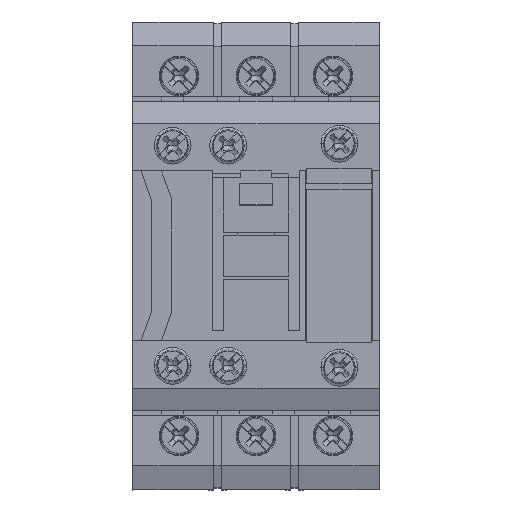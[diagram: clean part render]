
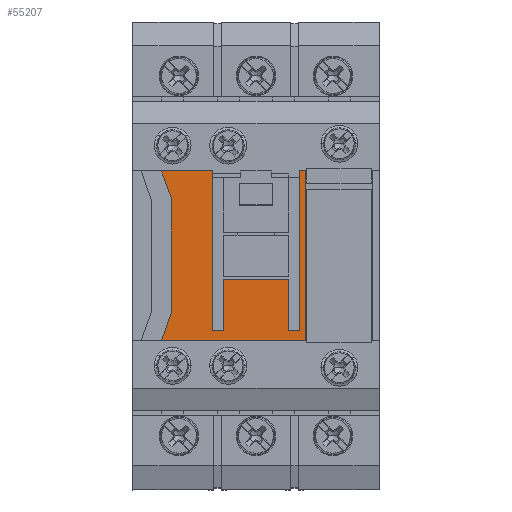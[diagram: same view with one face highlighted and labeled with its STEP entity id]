
A CAD part, top view. The second image highlights one B-rep face of the part: STEP entity #55207.
In plain terms, the highlighted planar face has unit normal (0, 0, 1).
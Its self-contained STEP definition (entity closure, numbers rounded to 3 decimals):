
#1255 = CARTESIAN_POINT ( 'NONE',  ( -16.288, -12.961, 93. ) ) ;
#2062 = CARTESIAN_POINT ( 'NONE',  ( -15.4, -10.522, 93. ) ) ;
#2068 = EDGE_CURVE ( 'NONE', #26534, #43529, #57316, .T. ) ;
#2503 = EDGE_CURVE ( 'NONE', #5096, #47982, #53812, .T. ) ;
#2644 = CARTESIAN_POINT ( 'NONE',  ( -4.113, 15.4, 93. ) ) ;
#2728 = VECTOR ( 'NONE', #30852, 1000. ) ;
#2799 = ORIENTED_EDGE ( 'NONE', *, *, #12168, .T. ) ;
#3251 = CARTESIAN_POINT ( 'NONE',  ( 8.95, 0., 93. ) ) ;
#3675 = DIRECTION ( 'NONE',  ( 0., 1., 0. ) ) ;
#4021 = DIRECTION ( 'NONE',  ( 1., 0., 0. ) ) ;
#4891 = CARTESIAN_POINT ( 'NONE',  ( 7.95, -13.6, 93. ) ) ;
#5096 = VERTEX_POINT ( 'NONE', #13909 ) ;
#6231 = CARTESIAN_POINT ( 'NONE',  ( -17.175, 15.4, 93. ) ) ;
#8097 = EDGE_CURVE ( 'NONE', #54797, #44843, #14413, .T. ) ;
#9171 = DIRECTION ( 'NONE',  ( 0., -1., 0. ) ) ;
#9730 = ORIENTED_EDGE ( 'NONE', *, *, #39705, .T. ) ;
#12013 = CARTESIAN_POINT ( 'NONE',  ( -4.113, -13.6, 93. ) ) ;
#12168 = EDGE_CURVE ( 'NONE', #45358, #56890, #12851, .T. ) ;
#12238 = DIRECTION ( 'NONE',  ( -1., 0., 0. ) ) ;
#12431 = EDGE_CURVE ( 'NONE', #52783, #38204, #80390, .T. ) ;
#12851 = LINE ( 'NONE', #12013, #27496 ) ;
#12960 = DIRECTION ( 'NONE',  ( 0., 1., 0. ) ) ;
#13228 = EDGE_CURVE ( 'NONE', #56890, #52783, #48663, .T. ) ;
#13909 = CARTESIAN_POINT ( 'NONE',  ( 7.95, 15.4, 93. ) ) ;
#14413 = LINE ( 'NONE', #1255, #63257 ) ;
#17032 = ORIENTED_EDGE ( 'NONE', *, *, #28014, .T. ) ;
#18080 = AXIS2_PLACEMENT_3D ( 'NONE', #34673, #33811, #47428 ) ;
#18386 = ORIENTED_EDGE ( 'NONE', *, *, #66892, .T. ) ;
#18869 = CARTESIAN_POINT ( 'NONE',  ( -5.95, -13.6, 93. ) ) ;
#18913 = CARTESIAN_POINT ( 'NONE',  ( -4.113, -13.6, 93. ) ) ;
#20855 = CARTESIAN_POINT ( 'NONE',  ( 8.95, -15.4, 93. ) ) ;
#21495 = FACE_OUTER_BOUND ( 'NONE', #41045, .T. ) ;
#22223 = VECTOR ( 'NONE', #4021, 1000. ) ;
#24834 = EDGE_CURVE ( 'NONE', #43059, #66410, #61889, .T. ) ;
#25196 = DIRECTION ( 'NONE',  ( -1., 0., 0. ) ) ;
#26059 = VECTOR ( 'NONE', #55433, 1000. ) ;
#26534 = VERTEX_POINT ( 'NONE', #74550 ) ;
#26975 = CARTESIAN_POINT ( 'NONE',  ( -7.95, 15.4, 93. ) ) ;
#27151 = DIRECTION ( 'NONE',  ( -0.342, -0.94, 0. ) ) ;
#27419 = ORIENTED_EDGE ( 'NONE', *, *, #33554, .F. ) ;
#27496 = VECTOR ( 'NONE', #25196, 1000. ) ;
#27990 = ORIENTED_EDGE ( 'NONE', *, *, #2503, .T. ) ;
#28014 = EDGE_CURVE ( 'NONE', #61661, #26534, #46104, .T. ) ;
#28356 = CARTESIAN_POINT ( 'NONE',  ( -15.4, 10.522, 93. ) ) ;
#28886 = DIRECTION ( 'NONE',  ( -1., 0., 0. ) ) ;
#29611 = VECTOR ( 'NONE', #12960, 1000. ) ;
#30332 = ORIENTED_EDGE ( 'NONE', *, *, #8097, .T. ) ;
#30852 = DIRECTION ( 'NONE',  ( -1., 0., 0. ) ) ;
#31339 = LINE ( 'NONE', #74434, #53348 ) ;
#31867 = EDGE_CURVE ( 'NONE', #5096, #66410, #50316, .T. ) ;
#33374 = EDGE_CURVE ( 'NONE', #43529, #45358, #78647, .T. ) ;
#33554 = EDGE_CURVE ( 'NONE', #43059, #44843, #35283, .T. ) ;
#33811 = DIRECTION ( 'NONE',  ( 0., 0., 1. ) ) ;
#34288 = ORIENTED_EDGE ( 'NONE', *, *, #31867, .F. ) ;
#34673 = CARTESIAN_POINT ( 'NONE',  ( 8.95, 15.4, 93. ) ) ;
#34676 = VECTOR ( 'NONE', #28886, 1000. ) ;
#35283 = LINE ( 'NONE', #66744, #34676 ) ;
#36253 = CARTESIAN_POINT ( 'NONE',  ( -7.95, -13.6, 93. ) ) ;
#37383 = VECTOR ( 'NONE', #59100, 1000. ) ;
#38204 = VERTEX_POINT ( 'NONE', #6231 ) ;
#38559 = DIRECTION ( 'NONE',  ( 0.342, -0.94, 0. ) ) ;
#39705 = EDGE_CURVE ( 'NONE', #47982, #61661, #56377, .T. ) ;
#40608 = PLANE ( 'NONE',  #18080 ) ;
#41045 = EDGE_LOOP ( 'NONE', ( #82614, #68481, #57463, #18386, #30332, #27419, #55826, #34288, #27990, #9730, #17032, #63417, #62306, #2799 ) ) ;
#43059 = VERTEX_POINT ( 'NONE', #20855 ) ;
#43529 = VERTEX_POINT ( 'NONE', #75123 ) ;
#44843 = VERTEX_POINT ( 'NONE', #76366 ) ;
#45358 = VERTEX_POINT ( 'NONE', #18869 ) ;
#46104 = LINE ( 'NONE', #72036, #29611 ) ;
#46881 = CARTESIAN_POINT ( 'NONE',  ( 5.95, -13.6, 93. ) ) ;
#47428 = DIRECTION ( 'NONE',  ( -1., 0., 0. ) ) ;
#47982 = VERTEX_POINT ( 'NONE', #4891 ) ;
#48663 = LINE ( 'NONE', #55034, #69661 ) ;
#50316 = LINE ( 'NONE', #62239, #22223 ) ;
#51841 = CARTESIAN_POINT ( 'NONE',  ( 8.95, 15.4, 93. ) ) ;
#52783 = VERTEX_POINT ( 'NONE', #26975 ) ;
#53348 = VECTOR ( 'NONE', #38559, 1000. ) ;
#53812 = LINE ( 'NONE', #73339, #81729 ) ;
#54797 = VERTEX_POINT ( 'NONE', #2062 ) ;
#55034 = CARTESIAN_POINT ( 'NONE',  ( -7.95, 0., 93. ) ) ;
#55207 = ADVANCED_FACE ( 'NONE', ( #21495 ), #40608, .T. ) ;
#55433 = DIRECTION ( 'NONE',  ( 0., -1., 0. ) ) ;
#55826 = ORIENTED_EDGE ( 'NONE', *, *, #24834, .T. ) ;
#56377 = LINE ( 'NONE', #18913, #2728 ) ;
#56890 = VERTEX_POINT ( 'NONE', #36253 ) ;
#57316 = LINE ( 'NONE', #83225, #66858 ) ;
#57463 = ORIENTED_EDGE ( 'NONE', *, *, #68119, .T. ) ;
#59100 = DIRECTION ( 'NONE',  ( 0., -1., 0. ) ) ;
#61286 = DIRECTION ( 'NONE',  ( -1., 0., 0. ) ) ;
#61388 = LINE ( 'NONE', #69414, #26059 ) ;
#61661 = VERTEX_POINT ( 'NONE', #46881 ) ;
#61889 = LINE ( 'NONE', #3251, #68470 ) ;
#62239 = CARTESIAN_POINT ( 'NONE',  ( 15.175, 15.4, 93. ) ) ;
#62306 = ORIENTED_EDGE ( 'NONE', *, *, #33374, .T. ) ;
#63257 = VECTOR ( 'NONE', #27151, 1000. ) ;
#63417 = ORIENTED_EDGE ( 'NONE', *, *, #2068, .T. ) ;
#64639 = CARTESIAN_POINT ( 'NONE',  ( -5.95, 0., 93. ) ) ;
#66410 = VERTEX_POINT ( 'NONE', #51841 ) ;
#66744 = CARTESIAN_POINT ( 'NONE',  ( 0., -15.4, 93. ) ) ;
#66858 = VECTOR ( 'NONE', #12238, 1000. ) ;
#66892 = EDGE_CURVE ( 'NONE', #71159, #54797, #61388, .T. ) ;
#68119 = EDGE_CURVE ( 'NONE', #38204, #71159, #31339, .T. ) ;
#68470 = VECTOR ( 'NONE', #3675, 1000. ) ;
#68481 = ORIENTED_EDGE ( 'NONE', *, *, #12431, .T. ) ;
#68618 = DIRECTION ( 'NONE',  ( 0., 1., 0. ) ) ;
#69414 = CARTESIAN_POINT ( 'NONE',  ( -15.4, 0., 93. ) ) ;
#69661 = VECTOR ( 'NONE', #68618, 1000. ) ;
#71159 = VERTEX_POINT ( 'NONE', #28356 ) ;
#72036 = CARTESIAN_POINT ( 'NONE',  ( 5.95, 0., 93. ) ) ;
#73339 = CARTESIAN_POINT ( 'NONE',  ( 7.95, 0., 93. ) ) ;
#74434 = CARTESIAN_POINT ( 'NONE',  ( -17.175, 15.4, 93. ) ) ;
#74550 = CARTESIAN_POINT ( 'NONE',  ( 5.95, -4.25, 93. ) ) ;
#75123 = CARTESIAN_POINT ( 'NONE',  ( -5.95, -4.25, 93. ) ) ;
#76366 = CARTESIAN_POINT ( 'NONE',  ( -17.175, -15.4, 93. ) ) ;
#77668 = VECTOR ( 'NONE', #61286, 1000. ) ;
#78647 = LINE ( 'NONE', #64639, #37383 ) ;
#80390 = LINE ( 'NONE', #2644, #77668 ) ;
#81729 = VECTOR ( 'NONE', #9171, 1000. ) ;
#82614 = ORIENTED_EDGE ( 'NONE', *, *, #13228, .T. ) ;
#83225 = CARTESIAN_POINT ( 'NONE',  ( -4.113, -4.25, 93. ) ) ;
